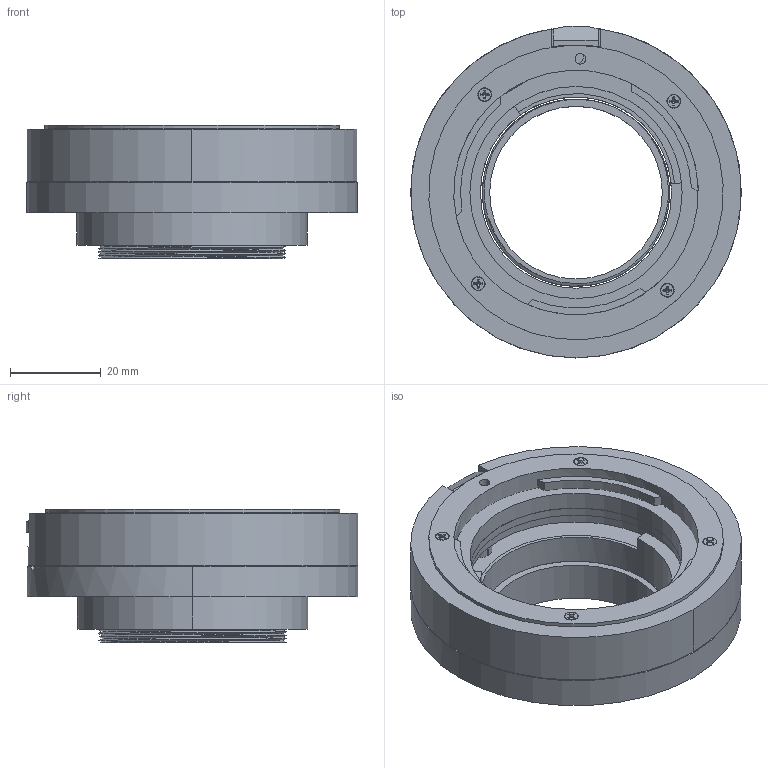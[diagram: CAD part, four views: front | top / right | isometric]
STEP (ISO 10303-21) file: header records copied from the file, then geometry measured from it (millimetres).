
FILE_DESCRIPTION(/* description */ ('Alibre Inc.'),/* implementation_level */ '2;1');
FILE_NAME(/* name */ 'export-4A87AFC4-C13B-4DBE-AABC-FC327A9CA4C3',/* time_stamp */ '2022-06-17T17:09:43-04:00',/* author */ (''),/* organization */ (''),/* preprocessor_version */ 'ST-DEVELOPER v17',/* originating_system */ 'Alibre',/* authorisation */ '');
FILE_SCHEMA (('CONFIG_CONTROL_DESIGN'));
Length unit declared in the file: inch
Bounding box: 73 x 73.25 x 29.5 mm (x, y, z)
Volume: 48509.9 mm3; surface area: 31601.7 mm2
Topology: 13 solids, 13 shells, 1239 faces, 3555 edges, 2353 vertices
Faces by surface type: cylinder 819, plane 224, cone 170, bspline 26
Full cylindrical faces by diameter (mm): 1.094 x184, 1.181 x4, 1.727 x4, 2.337 x1, 2.667 x1, 3.048 x4, 38.1 x1, 54 x1, 56 x1, 63.449 x1, 65.024 x1
Entity records: 27663 total; most frequent: CARTESIAN_POINT 15336, ORIENTED_EDGE 2824, DIRECTION 1911, EDGE_CURVE 1412, VERTEX_POINT 933, AXIS2_PLACEMENT_3D 729, VECTOR 569, LINE 569
